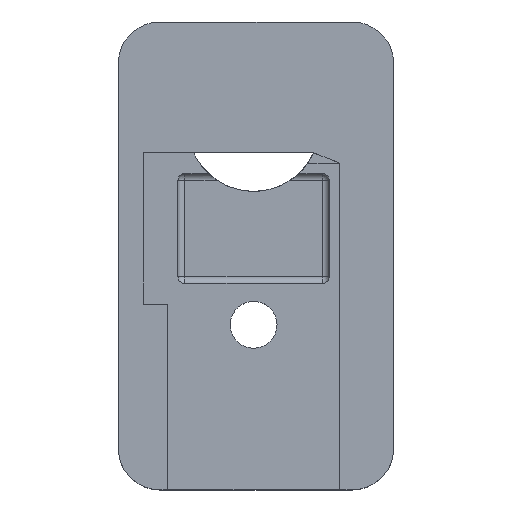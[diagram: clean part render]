
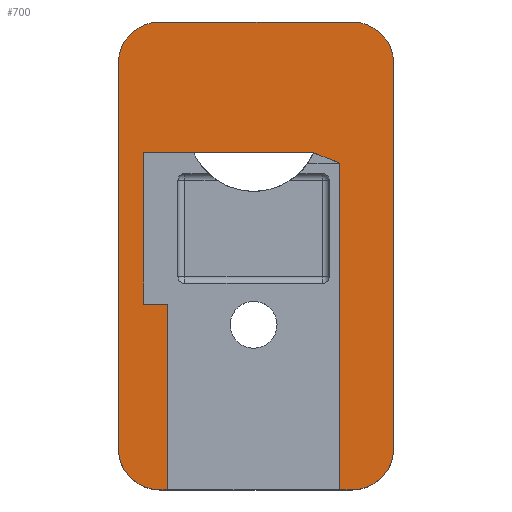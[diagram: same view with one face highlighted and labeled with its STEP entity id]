
A CAD part, top view. The second image highlights one B-rep face of the part: STEP entity #700.
In plain terms, the highlighted planar face has unit normal (0, 0, 1).
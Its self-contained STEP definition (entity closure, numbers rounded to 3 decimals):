
#24=PLANE('',#745);
#47=FACE_OUTER_BOUND('',#88,.T.);
#88=EDGE_LOOP('',(#478,#479,#480,#481,#482,#483,#484,#485,#486,#487,#488,
#489,#490,#491,#492));
#133=LINE('',#1048,#203);
#134=LINE('',#1052,#204);
#135=LINE('',#1054,#205);
#136=LINE('',#1056,#206);
#137=LINE('',#1058,#207);
#138=LINE('',#1060,#208);
#139=LINE('',#1062,#209);
#140=LINE('',#1064,#210);
#141=LINE('',#1066,#211);
#142=LINE('',#1070,#212);
#143=LINE('',#1073,#213);
#203=VECTOR('',#828,10.);
#204=VECTOR('',#831,10.);
#205=VECTOR('',#832,10.);
#206=VECTOR('',#833,10.);
#207=VECTOR('',#834,10.);
#208=VECTOR('',#835,10.);
#209=VECTOR('',#836,10.);
#210=VECTOR('',#837,10.);
#211=VECTOR('',#838,10.);
#212=VECTOR('',#841,10.);
#213=VECTOR('',#844,10.);
#271=CIRCLE('',#743,3.);
#273=CIRCLE('',#746,3.);
#274=CIRCLE('',#747,3.);
#275=CIRCLE('',#748,3.);
#304=VERTEX_POINT('',#1038);
#305=VERTEX_POINT('',#1039);
#308=VERTEX_POINT('',#1047);
#309=VERTEX_POINT('',#1049);
#310=VERTEX_POINT('',#1051);
#311=VERTEX_POINT('',#1053);
#312=VERTEX_POINT('',#1055);
#313=VERTEX_POINT('',#1057);
#314=VERTEX_POINT('',#1059);
#315=VERTEX_POINT('',#1061);
#316=VERTEX_POINT('',#1063);
#317=VERTEX_POINT('',#1065);
#318=VERTEX_POINT('',#1067);
#319=VERTEX_POINT('',#1069);
#320=VERTEX_POINT('',#1071);
#369=EDGE_CURVE('',#304,#305,#271,.T.);
#373=EDGE_CURVE('',#304,#308,#133,.T.);
#374=EDGE_CURVE('',#309,#308,#273,.T.);
#375=EDGE_CURVE('',#309,#310,#134,.T.);
#376=EDGE_CURVE('',#310,#311,#135,.T.);
#377=EDGE_CURVE('',#311,#312,#136,.T.);
#378=EDGE_CURVE('',#312,#313,#137,.T.);
#379=EDGE_CURVE('',#313,#314,#138,.T.);
#380=EDGE_CURVE('',#314,#315,#139,.T.);
#381=EDGE_CURVE('',#315,#316,#140,.T.);
#382=EDGE_CURVE('',#316,#317,#141,.T.);
#383=EDGE_CURVE('',#318,#317,#274,.T.);
#384=EDGE_CURVE('',#318,#319,#142,.T.);
#385=EDGE_CURVE('',#320,#319,#275,.T.);
#386=EDGE_CURVE('',#320,#305,#143,.T.);
#478=ORIENTED_EDGE('',*,*,#369,.F.);
#479=ORIENTED_EDGE('',*,*,#373,.T.);
#480=ORIENTED_EDGE('',*,*,#374,.F.);
#481=ORIENTED_EDGE('',*,*,#375,.T.);
#482=ORIENTED_EDGE('',*,*,#376,.T.);
#483=ORIENTED_EDGE('',*,*,#377,.T.);
#484=ORIENTED_EDGE('',*,*,#378,.T.);
#485=ORIENTED_EDGE('',*,*,#379,.T.);
#486=ORIENTED_EDGE('',*,*,#380,.T.);
#487=ORIENTED_EDGE('',*,*,#381,.T.);
#488=ORIENTED_EDGE('',*,*,#382,.T.);
#489=ORIENTED_EDGE('',*,*,#383,.F.);
#490=ORIENTED_EDGE('',*,*,#384,.T.);
#491=ORIENTED_EDGE('',*,*,#385,.F.);
#492=ORIENTED_EDGE('',*,*,#386,.T.);
#700=ADVANCED_FACE('',(#47),#24,.T.);
#743=AXIS2_PLACEMENT_3D('',#1040,#820,#821);
#745=AXIS2_PLACEMENT_3D('',#1046,#826,#827);
#746=AXIS2_PLACEMENT_3D('',#1050,#829,#830);
#747=AXIS2_PLACEMENT_3D('',#1068,#839,#840);
#748=AXIS2_PLACEMENT_3D('',#1072,#842,#843);
#820=DIRECTION('center_axis',(0.,0.,-1.));
#821=DIRECTION('ref_axis',(-0.707,0.707,0.));
#826=DIRECTION('center_axis',(0.,0.,1.));
#827=DIRECTION('ref_axis',(1.,0.,0.));
#828=DIRECTION('',(0.,-1.,0.));
#829=DIRECTION('center_axis',(0.,0.,-1.));
#830=DIRECTION('ref_axis',(-0.707,-0.707,0.));
#831=DIRECTION('',(1.,0.,0.));
#832=DIRECTION('',(0.,1.,0.));
#833=DIRECTION('',(-1.,0.,0.));
#834=DIRECTION('',(0.,1.,0.));
#835=DIRECTION('',(1.,0.,0.));
#836=DIRECTION('',(0.929,-0.369,0.));
#837=DIRECTION('',(0.,-1.,0.));
#838=DIRECTION('',(1.,0.,0.));
#839=DIRECTION('center_axis',(0.,0.,-1.));
#840=DIRECTION('ref_axis',(0.707,-0.707,0.));
#841=DIRECTION('',(0.,1.,0.));
#842=DIRECTION('center_axis',(0.,0.,-1.));
#843=DIRECTION('ref_axis',(0.707,0.707,0.));
#844=DIRECTION('',(-1.,0.,0.));
#1038=CARTESIAN_POINT('',(-10.,377.,-146.2));
#1039=CARTESIAN_POINT('',(-7.,380.,-146.2));
#1040=CARTESIAN_POINT('Origin',(-7.,377.,-146.2));
#1046=CARTESIAN_POINT('Origin',(0.,363.,-146.2));
#1047=CARTESIAN_POINT('',(-10.,349.,-146.2));
#1048=CARTESIAN_POINT('',(-10.,380.,-146.2));
#1049=CARTESIAN_POINT('',(-7.,346.,-146.2));
#1050=CARTESIAN_POINT('Origin',(-7.,349.,-146.2));
#1051=CARTESIAN_POINT('',(-6.423,346.,-146.2));
#1052=CARTESIAN_POINT('',(-10.,346.,-146.2));
#1053=CARTESIAN_POINT('',(-6.423,359.5,-146.2));
#1054=CARTESIAN_POINT('',(-6.423,346.,-146.2));
#1055=CARTESIAN_POINT('',(-8.173,359.5,-146.2));
#1056=CARTESIAN_POINT('',(-6.423,359.5,-146.2));
#1057=CARTESIAN_POINT('',(-8.173,370.5,-146.2));
#1058=CARTESIAN_POINT('',(-8.173,359.5,-146.2));
#1059=CARTESIAN_POINT('',(4.19,370.5,-146.2));
#1060=CARTESIAN_POINT('',(-8.173,370.5,-146.2));
#1061=CARTESIAN_POINT('',(6.077,369.75,-146.2));
#1062=CARTESIAN_POINT('',(6.077,369.75,-146.2));
#1063=CARTESIAN_POINT('',(6.077,346.,-146.2));
#1064=CARTESIAN_POINT('',(6.077,369.75,-146.2));
#1065=CARTESIAN_POINT('',(7.,346.,-146.2));
#1066=CARTESIAN_POINT('',(6.077,346.,-146.2));
#1067=CARTESIAN_POINT('',(10.,349.,-146.2));
#1068=CARTESIAN_POINT('Origin',(7.,349.,-146.2));
#1069=CARTESIAN_POINT('',(10.,377.,-146.2));
#1070=CARTESIAN_POINT('',(10.,346.,-146.2));
#1071=CARTESIAN_POINT('',(7.,380.,-146.2));
#1072=CARTESIAN_POINT('Origin',(7.,377.,-146.2));
#1073=CARTESIAN_POINT('',(10.,380.,-146.2));
